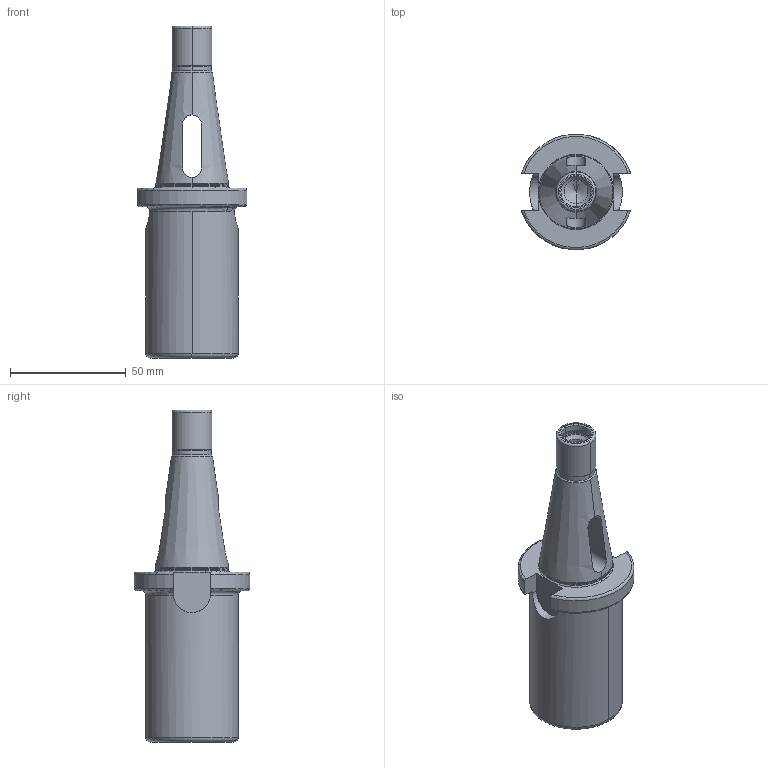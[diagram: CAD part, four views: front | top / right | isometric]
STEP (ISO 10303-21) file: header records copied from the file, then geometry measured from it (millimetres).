
FILE_DESCRIPTION((''),'2;1');
FILE_NAME('301_07_03','2020-09-01T',('103090'),(''),'CREO PARAMETRIC BY PTC INC, 2016260','CREO PARAMETRIC BY PTC INC, 2016260','');
FILE_SCHEMA(('CONFIG_CONTROL_DESIGN'));
Length unit declared in the file: millimetre
Products named in the file (1): 301_07_03
Bounding box: 47.34 x 49.83 x 143.4 mm (x, y, z)
Volume: 90336.7 mm3; surface area: 24241.5 mm2
Topology: 1 solids, 1 shells, 73 faces, 178 edges, 105 vertices
Faces by surface type: torus 22, cylinder 20, cone 16, plane 15
Entity records: 2405 total; most frequent: CARTESIAN_POINT 654, DIRECTION 380, ORIENTED_EDGE 352, EDGE_CURVE 176, AXIS2_PLACEMENT_3D 160, VERTEX_POINT 105, CIRCLE 84, EDGE_LOOP 75
